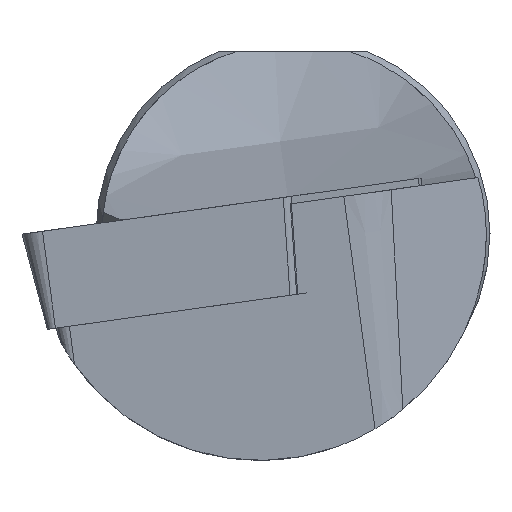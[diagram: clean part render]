
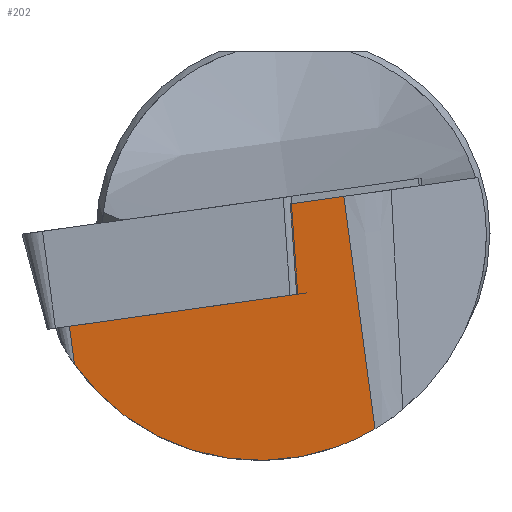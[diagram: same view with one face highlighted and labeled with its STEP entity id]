
A CAD part, left-side view. The second image highlights one B-rep face of the part: STEP entity #202.
In plain terms, the highlighted planar face has unit normal (-0.991, -0.068, -0.114).
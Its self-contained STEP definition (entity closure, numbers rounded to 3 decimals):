
#160=ELLIPSE('',#762,9.282,9.2);
#202=ADVANCED_FACE('',(#256),#234,.T.);
#234=PLANE('',#763);
#256=FACE_OUTER_BOUND('',#291,.T.);
#291=EDGE_LOOP('',(#370,#371,#372,#373,#374,#375));
#370=ORIENTED_EDGE('',*,*,#591,.F.);
#371=ORIENTED_EDGE('',*,*,#592,.F.);
#372=ORIENTED_EDGE('',*,*,#593,.F.);
#373=ORIENTED_EDGE('',*,*,#594,.T.);
#374=ORIENTED_EDGE('',*,*,#595,.T.);
#375=ORIENTED_EDGE('',*,*,#596,.T.);
#522=VERTEX_POINT('',#1038);
#523=VERTEX_POINT('',#1039);
#524=VERTEX_POINT('',#1041);
#525=VERTEX_POINT('',#1043);
#526=VERTEX_POINT('',#1045);
#527=VERTEX_POINT('',#1047);
#591=EDGE_CURVE('',#522,#523,#673,.T.);
#592=EDGE_CURVE('',#524,#522,#674,.T.);
#593=EDGE_CURVE('',#525,#524,#675,.T.);
#594=EDGE_CURVE('',#525,#526,#160,.T.);
#595=EDGE_CURVE('',#526,#527,#676,.T.);
#596=EDGE_CURVE('',#527,#523,#677,.T.);
#673=LINE('',#1037,#716);
#674=LINE('',#1040,#717);
#675=LINE('',#1042,#718);
#676=LINE('',#1046,#719);
#677=LINE('',#1048,#720);
#716=VECTOR('',#867,1.);
#717=VECTOR('',#868,1.);
#718=VECTOR('',#869,1.);
#719=VECTOR('',#872,1.);
#720=VECTOR('',#873,1.);
#762=AXIS2_PLACEMENT_3D('',#1044,#870,#871);
#763=AXIS2_PLACEMENT_3D('',#1049,#874,#875);
#867=DIRECTION('',(-0.118,0.069,0.991));
#868=DIRECTION('',(0.052,-0.989,0.139));
#869=DIRECTION('',(-0.122,0.132,0.984));
#870=DIRECTION('',(-0.991,-0.068,-0.114));
#871=DIRECTION('',(0.132,-0.509,-0.851));
#872=DIRECTION('',(-0.122,0.132,0.984));
#873=DIRECTION('',(-0.052,0.989,-0.139));
#874=DIRECTION('',(-0.991,-0.068,-0.114));
#875=DIRECTION('',(-0.114,0.,0.994));
#1037=CARTESIAN_POINT('',(0.698,0.085,0.914));
#1038=CARTESIAN_POINT('',(1.1,-0.15,-2.455));
#1039=CARTESIAN_POINT('',(0.662,0.106,1.215));
#1040=CARTESIAN_POINT('',(0.616,9.078,-3.752));
#1041=CARTESIAN_POINT('',(0.616,9.078,-3.752));
#1042=CARTESIAN_POINT('',(0.129,9.605,0.183));
#1043=CARTESIAN_POINT('',(0.808,8.87,-5.299));
#1044=CARTESIAN_POINT('',(0.716,1.35,0.));
#1045=CARTESIAN_POINT('',(1.944,-3.33,-7.921));
#1046=CARTESIAN_POINT('',(0.739,-2.024,1.817));
#1047=CARTESIAN_POINT('',(0.776,-2.064,1.52));
#1048=CARTESIAN_POINT('',(0.664,0.075,1.219));
#1049=CARTESIAN_POINT('',(0.129,9.605,0.183));
